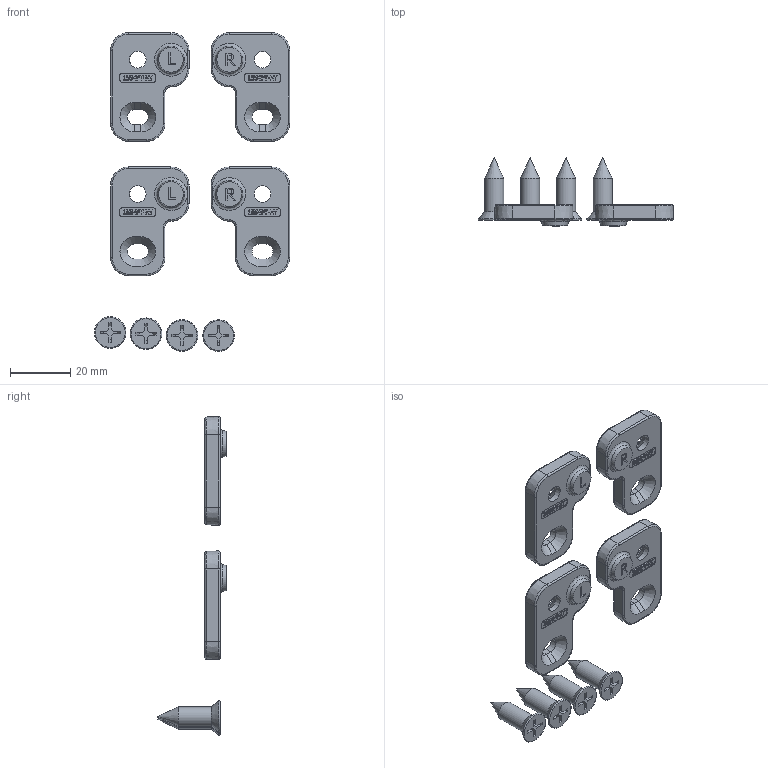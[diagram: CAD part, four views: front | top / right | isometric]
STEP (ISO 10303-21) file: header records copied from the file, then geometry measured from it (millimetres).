
FILE_DESCRIPTION (( 'STEP AP214' ), '1' );
FILE_NAME ('1554FT-XY.STEP', '2020-11-20T12:08:01', ( '' ), ( '' ), 'SwSTEP 2.0', 'SolidWorks 2019', '' );
FILE_SCHEMA (( 'AUTOMOTIVE_DESIGN' ));
Length unit declared in the file: inch
Products named in the file (1): 1554FT-XY
Bounding box: 64.62 x 22.75 x 105.5 mm (x, y, z)
Volume: 15436.5 mm3; surface area: 10697.9 mm2
Topology: 8 solids, 8 shells, 850 faces, 2232 edges, 1452 vertices
Faces by surface type: plane 540, bspline 178, cone 68, cylinder 60, torus 4
Full cylindrical faces by diameter (mm): 6.35 x4
Entity records: 28347 total; most frequent: CARTESIAN_POINT 8699, ORIENTED_EDGE 4336, DIRECTION 3382, EDGE_CURVE 2168, LINE 1620, VECTOR 1620, VERTEX_POINT 1432, EDGE_LOOP 964
